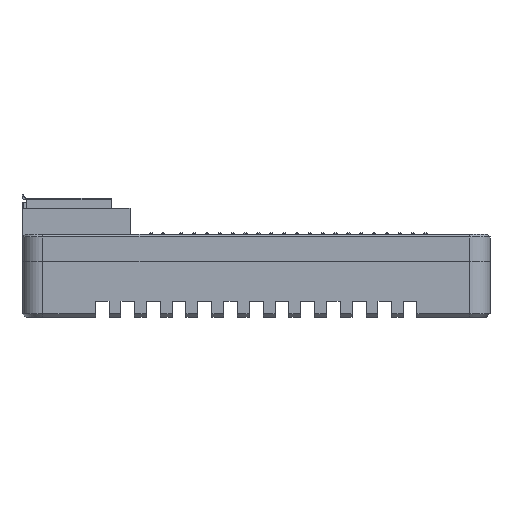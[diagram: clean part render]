
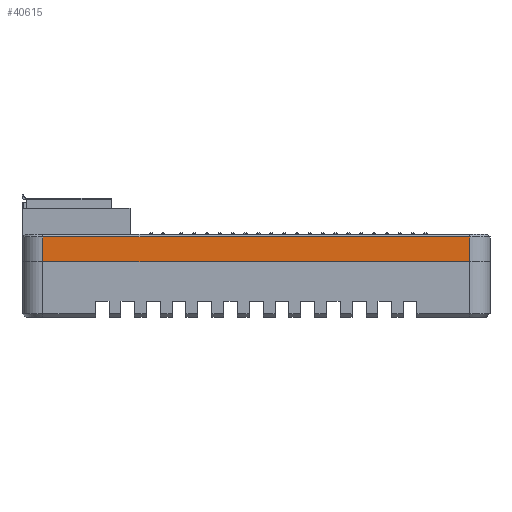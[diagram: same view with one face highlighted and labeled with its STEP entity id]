
A CAD part, front view. The second image highlights one B-rep face of the part: STEP entity #40615.
In plain terms, the highlighted planar face has unit normal (0, -1, 0).
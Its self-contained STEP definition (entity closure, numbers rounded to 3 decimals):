
#3138=FACE_OUTER_BOUND('',#5585,.T.);
#5585=EDGE_LOOP('',(#32448,#32449,#32450,#32451));
#9511=LINE('',#63482,#14488);
#9536=LINE('',#63552,#14513);
#9537=LINE('',#63556,#14514);
#9538=LINE('',#63557,#14515);
#14488=VECTOR('',#51769,10.);
#14513=VECTOR('',#51836,10.);
#14514=VECTOR('',#51841,10.);
#14515=VECTOR('',#51842,10.);
#18700=VERTEX_POINT('',#63472);
#18702=VERTEX_POINT('',#63478);
#18727=VERTEX_POINT('',#63551);
#18728=VERTEX_POINT('',#63555);
#23530=EDGE_CURVE('',#18700,#18702,#9511,.T.);
#23565=EDGE_CURVE('',#18702,#18727,#9536,.T.);
#23567=EDGE_CURVE('',#18728,#18700,#9537,.T.);
#23568=EDGE_CURVE('',#18728,#18727,#9538,.T.);
#32448=ORIENTED_EDGE('',*,*,#23530,.F.);
#32449=ORIENTED_EDGE('',*,*,#23567,.F.);
#32450=ORIENTED_EDGE('',*,*,#23568,.T.);
#32451=ORIENTED_EDGE('',*,*,#23565,.F.);
#38324=PLANE('',#43779);
#40615=ADVANCED_FACE('',(#3138),#38324,.T.);
#43779=AXIS2_PLACEMENT_3D('',#63554,#51839,#51840);
#51769=DIRECTION('',(1.,0.,0.));
#51836=DIRECTION('',(0.,0.,-1.));
#51839=DIRECTION('center_axis',(0.,-1.,0.));
#51840=DIRECTION('ref_axis',(1.,0.,0.));
#51841=DIRECTION('',(0.,0.,1.));
#51842=DIRECTION('',(1.,0.,0.));
#63472=CARTESIAN_POINT('',(-42.1,-31.,15.85));
#63478=CARTESIAN_POINT('',(42.1,-31.,15.85));
#63482=CARTESIAN_POINT('',(-23.05,-31.,15.85));
#63551=CARTESIAN_POINT('',(42.1,-31.,11.));
#63552=CARTESIAN_POINT('',(42.1,-31.,0.));
#63554=CARTESIAN_POINT('Origin',(-46.1,-31.,0.));
#63555=CARTESIAN_POINT('',(-42.1,-31.,11.));
#63556=CARTESIAN_POINT('',(-42.1,-31.,0.));
#63557=CARTESIAN_POINT('',(-23.05,-31.,11.));
